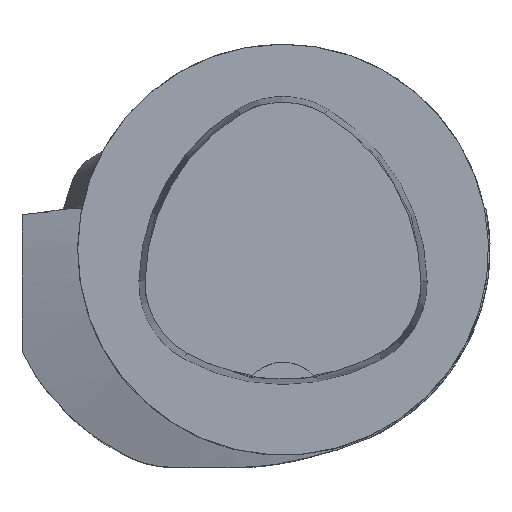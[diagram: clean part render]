
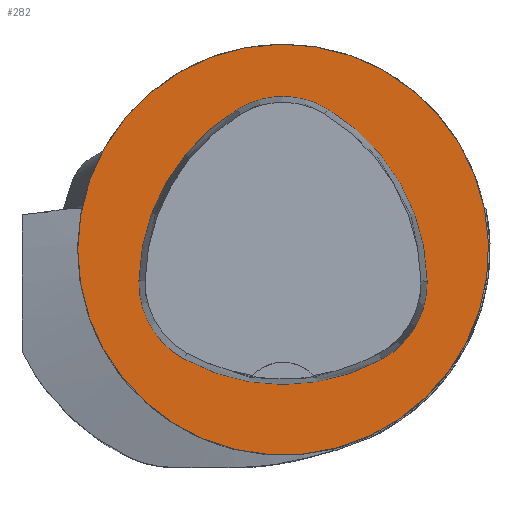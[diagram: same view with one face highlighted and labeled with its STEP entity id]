
A CAD part, top view. The second image highlights one B-rep face of the part: STEP entity #282.
In plain terms, the highlighted planar face has unit normal (0, 0, 1).
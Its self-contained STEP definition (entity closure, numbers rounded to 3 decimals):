
#282=ADVANCED_FACE('',(#694,#695),#358,.T.);
#358=PLANE('',#1923);
#694=FACE_BOUND('',#742,.T.);
#695=FACE_BOUND('',#743,.T.);
#742=EDGE_LOOP('',(#1013,#1014,#1015,#1016,#1017,#1018));
#743=EDGE_LOOP('',(#1019));
#1013=ORIENTED_EDGE('',*,*,#1597,.T.);
#1014=ORIENTED_EDGE('',*,*,#1577,.T.);
#1015=ORIENTED_EDGE('',*,*,#1581,.T.);
#1016=ORIENTED_EDGE('',*,*,#1584,.T.);
#1017=ORIENTED_EDGE('',*,*,#1587,.T.);
#1018=ORIENTED_EDGE('',*,*,#1595,.T.);
#1019=ORIENTED_EDGE('',*,*,#1559,.F.);
#1373=VERTEX_POINT('',#2839);
#1390=VERTEX_POINT('',#2875);
#1391=VERTEX_POINT('',#2876);
#1394=VERTEX_POINT('',#2884);
#1396=VERTEX_POINT('',#2890);
#1398=VERTEX_POINT('',#2896);
#1405=VERTEX_POINT('',#2917);
#1559=EDGE_CURVE('',#1373,#1373,#1717,.T.);
#1577=EDGE_CURVE('',#1390,#1391,#1718,.T.);
#1581=EDGE_CURVE('',#1391,#1394,#1720,.T.);
#1584=EDGE_CURVE('',#1394,#1396,#1722,.T.);
#1587=EDGE_CURVE('',#1396,#1398,#1724,.T.);
#1595=EDGE_CURVE('',#1398,#1405,#1728,.T.);
#1597=EDGE_CURVE('',#1405,#1390,#1730,.T.);
#1717=CIRCLE('',#1890,20.);
#1718=CIRCLE('',#1901,20.);
#1720=CIRCLE('',#1904,8.5);
#1722=CIRCLE('',#1907,20.);
#1724=CIRCLE('',#1910,8.5);
#1728=CIRCLE('',#1915,20.);
#1730=CIRCLE('',#1918,8.5);
#1890=AXIS2_PLACEMENT_3D('',#2838,#2189,#2190);
#1901=AXIS2_PLACEMENT_3D('',#2874,#2219,#2220);
#1904=AXIS2_PLACEMENT_3D('',#2883,#2227,#2228);
#1907=AXIS2_PLACEMENT_3D('',#2889,#2234,#2235);
#1910=AXIS2_PLACEMENT_3D('',#2895,#2241,#2242);
#1915=AXIS2_PLACEMENT_3D('',#2918,#2253,#2254);
#1918=AXIS2_PLACEMENT_3D('',#2921,#2259,#2260);
#1923=AXIS2_PLACEMENT_3D('',#2926,#2269,#2270);
#2189=DIRECTION('',(0.,0.,-1.));
#2190=DIRECTION('',(-1.,0.,0.));
#2219=DIRECTION('',(0.,0.,-1.));
#2220=DIRECTION('',(-1.,0.,0.));
#2227=DIRECTION('',(0.,0.,-1.));
#2228=DIRECTION('',(-1.,0.,0.));
#2234=DIRECTION('',(0.,0.,-1.));
#2235=DIRECTION('',(-1.,0.,0.));
#2241=DIRECTION('',(0.,0.,-1.));
#2242=DIRECTION('',(-1.,0.,0.));
#2253=DIRECTION('',(0.,0.,-1.));
#2254=DIRECTION('',(-1.,0.,0.));
#2259=DIRECTION('',(0.,0.,-1.));
#2260=DIRECTION('',(-1.,0.,0.));
#2269=DIRECTION('',(0.,0.,1.));
#2270=DIRECTION('',(1.,0.,0.));
#2838=CARTESIAN_POINT('',(0.,0.,0.));
#2839=CARTESIAN_POINT('',(-20.,0.,0.));
#2874=CARTESIAN_POINT('',(5.955,-3.414,0.));
#2875=CARTESIAN_POINT('',(-14.041,-3.042,0.));
#2876=CARTESIAN_POINT('',(-4.472,13.653,0.));
#2883=CARTESIAN_POINT('',(-0.04,6.4,0.));
#2884=CARTESIAN_POINT('',(4.347,13.68,0.));
#2889=CARTESIAN_POINT('',(-5.976,-3.45,0.));
#2890=CARTESIAN_POINT('',(14.021,-3.075,0.));
#2895=CARTESIAN_POINT('',(5.522,-3.235,0.));
#2896=CARTESIAN_POINT('',(9.588,-10.699,0.));
#2917=CARTESIAN_POINT('',(-9.655,-10.639,0.));
#2918=CARTESIAN_POINT('',(0.022,6.864,0.));
#2921=CARTESIAN_POINT('',(-5.543,-3.2,0.));
#2926=CARTESIAN_POINT('',(0.,0.,0.));
